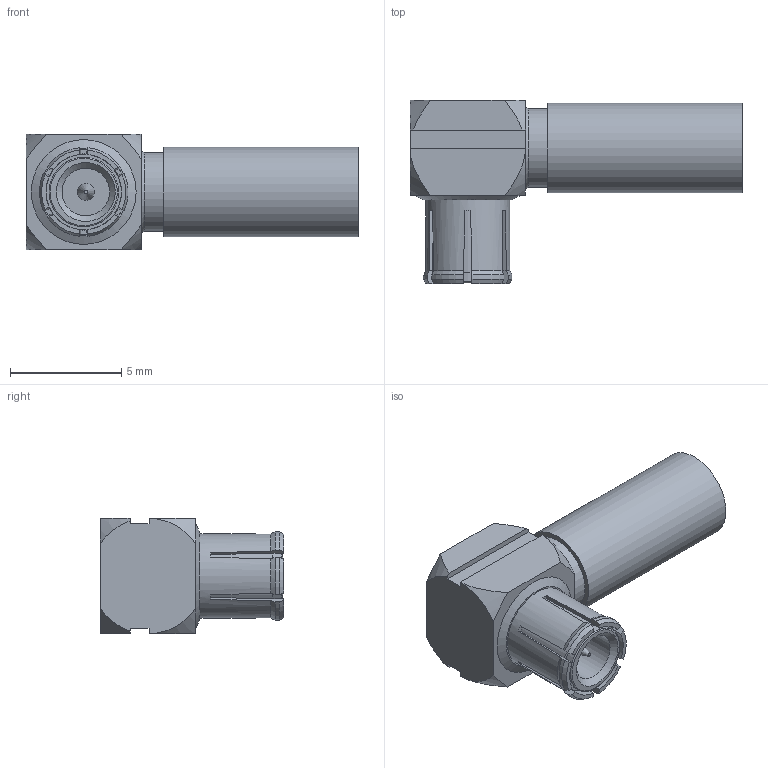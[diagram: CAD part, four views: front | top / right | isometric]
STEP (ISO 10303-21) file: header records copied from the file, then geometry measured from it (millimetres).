
FILE_DESCRIPTION (( 'STEP AP203' ), '1' );
FILE_NAME ('PE4553 ¦ SC9466_3D.step', '2020-12-23T19:37:02', ( '' ), ( '' ), 'SwSTEP 2.0', 'SolidWorks 2018', '' );
FILE_SCHEMA (( 'CONFIG_CONTROL_DESIGN' ));
Length unit declared in the file: inch
Products named in the file (1): PE4553 ｦ SC9466_3D
Bounding box: 14.9 x 8.22 x 5.18 mm (x, y, z)
Volume: 195.8 mm3; surface area: 560.1 mm2
Topology: 2 solids, 2 shells, 117 faces, 288 edges, 188 vertices
Faces by surface type: plane 65, cone 30, cylinder 20, torus 2
Full cylindrical faces by diameter (mm): 0.762 x1, 1.524 x1, 1.943 x2, 2.095 x2, 2.134 x1, 3.117 x1, 3.2 x1, 3.379 x1, 3.43 x1, 3.543 x1, 3.786 x1, 4 x1
Entity records: 3463 total; most frequent: CARTESIAN_POINT 854, ORIENTED_EDGE 516, DIRECTION 504, EDGE_CURVE 258, AXIS2_PLACEMENT_3D 208, VERTEX_POINT 178, EDGE_LOOP 152, FACE_OUTER_BOUND 133
